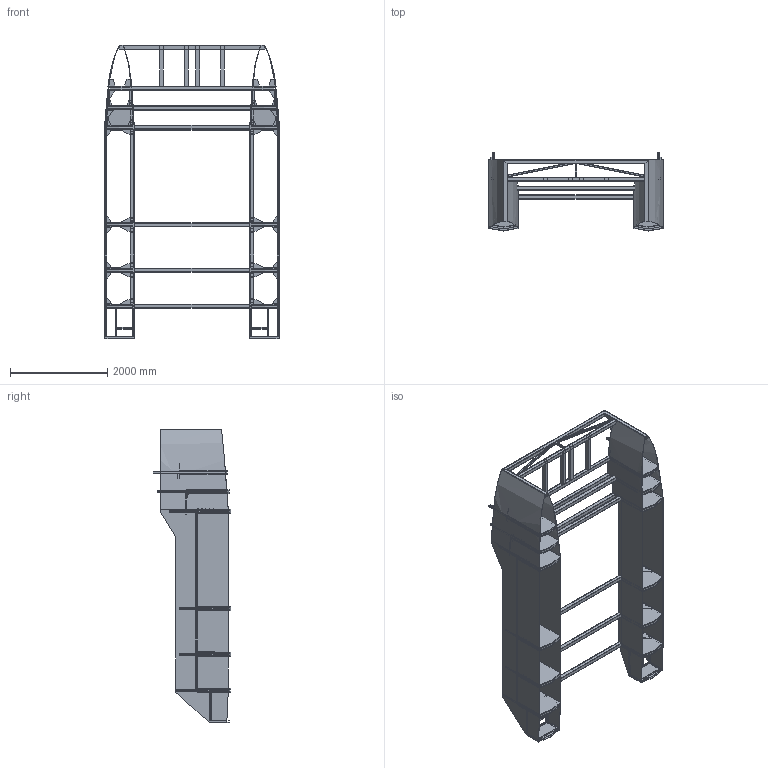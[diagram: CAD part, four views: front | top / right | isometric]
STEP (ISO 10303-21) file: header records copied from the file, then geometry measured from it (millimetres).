
FILE_DESCRIPTION((''),'2;1');
FILE_NAME('LOWERSTRUCTURE_ASM','2023-02-24T08:31:40',('kim.skatun'),(''),'CREO PARAMETRIC BY PTC INC, 2020281','CREO PARAMETRIC BY PTC INC, 2020281','');
FILE_SCHEMA(('CONFIG_CONTROL_DESIGN','SHAPE_APPEARANCE_LAYERS_GROUPS'));
Length unit declared in the file: millimetre
Products named in the file (93): 80X80_3500; 40X40_1200; CORNERBRACKET; CORNERBRACKET_FLAT; ISO4014-M12X110-5_6; DINENISO7092-12; ISO4032-M12-6; CORNER_FLAT_ASM; CORNER_BRACKET_MIRROR; CORNER_FLAT_MIRROR_ASM; CORNERBRACKET_STAIR; SIDEBRACKET_HALF; SKOTT_MAIN; SKOTT_MAIN_STYROPOR; SKOTT_MAIN_ASSY_ASM; 40X40_100; CROSSBEAM_FIRST_STAIRSV2_ASM; 40X40_1960; 80X80_1920; CORNERBRACKETS_ASM; SIDEBRACKET; CORNERNBOTTOMBRACKET_ASM; 40X40_1000; CROSSBEAM_MAIN_ASM; 40X40_890; 80X80_850; 40X40_360; 80X80_3430; 40X40_1420; CORNERBRACKET_STAIR_LAST; SKOTT_STAIR; SKOTT_STAIR_STYROPOR; SKOTT_STAIRS_ASSY_ASM; CROSSBEAM_STAIRS_ASM; 80X80_3360; 40X40_1480; CORNERBRACKET_BOW; CORNERBRACKET_BOW_MIRROR; SKOTT_LAST_STAIR; SKOTT_LAST_STAIR_STYROPOR ...
Assembly tree (218 placements, depth 6):
  LOWERSTRUCTURE_ASM
    BEAMS_ALU_ASM
      CROSSBEAM_FIRST_STAIRSV2_ASM
        80X80_3500  x2
        40X40_1200  x2
        CORNER_FLAT_ASM
          CORNERBRACKET
          CORNERBRACKET_FLAT
          ISO4014-M12X110-5_6  x5
          DINENISO7092-12  x10
          ISO4032-M12-6  x5
        CORNER_FLAT_MIRROR_ASM
          CORNER_BRACKET_MIRROR
          CORNERBRACKET_FLAT
          ISO4014-M12X110-5_6  x5
          DINENISO7092-12  x10
          ISO4032-M12-6  x5
        CORNERBRACKET_STAIR  x2
        SIDEBRACKET_HALF  x2
        SKOTT_MAIN_ASSY_ASM  x2
          SKOTT_MAIN
          SKOTT_MAIN_STYROPOR
        40X40_100
      40X40_1960  x2
      80X80_1920  x2
      CROSSBEAM_MAIN_ASM  x2
        80X80_3500
        CORNERNBOTTOMBRACKET_ASM
          CORNERBRACKETS_ASM
            CORNERBRACKET
            CORNER_BRACKET_MIRROR
          SIDEBRACKET
          ISO4014-M12X110-5_6  x5
          DINENISO7092-12  x10
          ISO4032-M12-6  x5
          SKOTT_MAIN_ASSY_ASM
            SKOTT_MAIN  x2
            SKOTT_MAIN_STYROPOR
        40X40_1000
      40X40_890  x2
      80X80_850  x2
      40X40_360  x8
      CROSSBEAM_STAIRS_ASM
        80X80_3430  x2
        CORNER_FLAT_ASM
          CORNERBRACKET
          CORNERBRACKET_FLAT
          ISO4014-M12X110-5_6  x5
          DINENISO7092-12  x10
          ISO4032-M12-6  x5
        CORNER_FLAT_MIRROR_ASM
          CORNER_BRACKET_MIRROR
          CORNERBRACKET_FLAT
          ISO4014-M12X110-5_6  x5
          DINENISO7092-12  x10
          ISO4032-M12-6  x5
        40X40_1420  x2
        CORNERBRACKET_STAIR_LAST  x2
        SKOTT_STAIRS_ASSY_ASM  x2
          SKOTT_STAIR
Bounding box: 3588 x 1592.9 x 6015 mm (x, y, z)
Volume: 559478123.5 mm3; surface area: 123717845 mm2
Topology: 320 solids, 400 shells, 6684 faces, 16916 edges, 10952 vertices
Faces by surface type: cylinder 3156, plane 2678, cone 800, bspline 32, extrusion 18
Entity records: 58765 total; most frequent: CARTESIAN_POINT 9808, DIRECTION 9111, ORIENTED_EDGE 7716, EDGE_CURVE 3862, AXIS2_PLACEMENT_3D 3418, VERTEX_POINT 2542, PRESENTATION_STYLE_ASSIGNMENT 2404, STYLED_ITEM 2404
